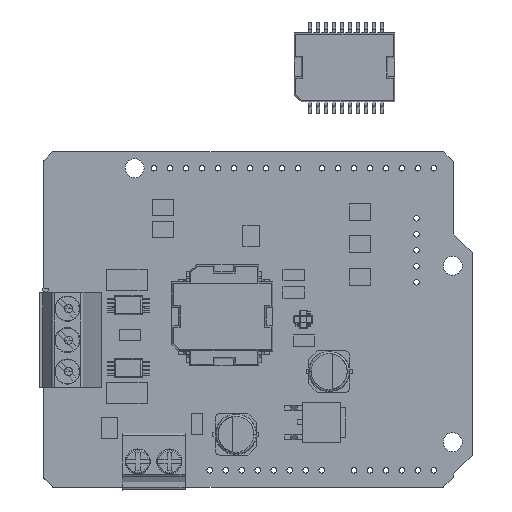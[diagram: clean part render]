
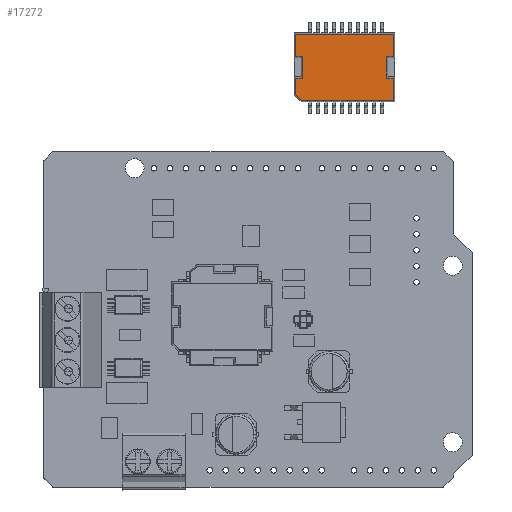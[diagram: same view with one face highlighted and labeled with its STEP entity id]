
A CAD part, top view. The second image highlights one B-rep face of the part: STEP entity #17272.
In plain terms, the highlighted face is planar.
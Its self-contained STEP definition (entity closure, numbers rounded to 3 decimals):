
#17272 = ADVANCED_FACE('',(#17273),#17379,.T.);
#17273 = FACE_BOUND('',#17274,.T.);
#17274 = EDGE_LOOP('',(#17275,#17285,#17293,#17301,#17309,#17317,#17325,
    #17333,#17341,#17349,#17357,#17365,#17373));
#17275 = ORIENTED_EDGE('',*,*,#17276,.T.);
#17276 = EDGE_CURVE('',#17277,#17279,#17281,.T.);
#17277 = VERTEX_POINT('',#17278);
#17278 = CARTESIAN_POINT('',(-6.448,3.3,6.917));
#17279 = VERTEX_POINT('',#17280);
#17280 = CARTESIAN_POINT('',(-6.448,3.3,9.489));
#17281 = LINE('',#17282,#17283);
#17282 = CARTESIAN_POINT('',(-6.448,3.3,9.585));
#17283 = VECTOR('',#17284,1.);
#17284 = DIRECTION('',(0.,0.,1.));
#17285 = ORIENTED_EDGE('',*,*,#17286,.T.);
#17286 = EDGE_CURVE('',#17279,#17287,#17289,.T.);
#17287 = VERTEX_POINT('',#17288);
#17288 = CARTESIAN_POINT('',(-5.484,3.3,10.453));
#17289 = LINE('',#17290,#17291);
#17290 = CARTESIAN_POINT('',(-5.416,3.3,10.521));
#17291 = VECTOR('',#17292,1.);
#17292 = DIRECTION('',(0.707,0.,0.707));
#17293 = ORIENTED_EDGE('',*,*,#17294,.T.);
#17294 = EDGE_CURVE('',#17287,#17295,#17297,.T.);
#17295 = VERTEX_POINT('',#17296);
#17296 = CARTESIAN_POINT('',(9.088,3.3,10.453));
#17297 = LINE('',#17298,#17299);
#17298 = CARTESIAN_POINT('',(9.32,3.3,10.453));
#17299 = VECTOR('',#17300,1.);
#17300 = DIRECTION('',(1.,0.,0.));
#17301 = ORIENTED_EDGE('',*,*,#17302,.T.);
#17302 = EDGE_CURVE('',#17295,#17303,#17305,.T.);
#17303 = VERTEX_POINT('',#17304);
#17304 = CARTESIAN_POINT('',(9.088,3.3,6.917));
#17305 = LINE('',#17306,#17307);
#17306 = CARTESIAN_POINT('',(9.088,3.3,0.));
#17307 = VECTOR('',#17308,1.);
#17308 = DIRECTION('',(0.,0.,-1.));
#17309 = ORIENTED_EDGE('',*,*,#17310,.T.);
#17310 = EDGE_CURVE('',#17303,#17311,#17313,.T.);
#17311 = VERTEX_POINT('',#17312);
#17312 = CARTESIAN_POINT('',(7.988,3.3,6.917));
#17313 = LINE('',#17314,#17315);
#17314 = CARTESIAN_POINT('',(8.22,3.3,6.917));
#17315 = VECTOR('',#17316,1.);
#17316 = DIRECTION('',(-1.,0.,0.));
#17317 = ORIENTED_EDGE('',*,*,#17318,.T.);
#17318 = EDGE_CURVE('',#17311,#17319,#17321,.T.);
#17319 = VERTEX_POINT('',#17320);
#17320 = CARTESIAN_POINT('',(7.988,3.3,3.453));
#17321 = LINE('',#17322,#17323);
#17322 = CARTESIAN_POINT('',(7.988,3.3,0.));
#17323 = VECTOR('',#17324,1.);
#17324 = DIRECTION('',(0.,0.,-1.));
#17325 = ORIENTED_EDGE('',*,*,#17326,.T.);
#17326 = EDGE_CURVE('',#17319,#17327,#17329,.T.);
#17327 = VERTEX_POINT('',#17328);
#17328 = CARTESIAN_POINT('',(9.088,3.3,3.453));
#17329 = LINE('',#17330,#17331);
#17330 = CARTESIAN_POINT('',(0.,3.3,3.453));
#17331 = VECTOR('',#17332,1.);
#17332 = DIRECTION('',(1.,0.,0.));
#17333 = ORIENTED_EDGE('',*,*,#17334,.T.);
#17334 = EDGE_CURVE('',#17327,#17335,#17337,.T.);
#17335 = VERTEX_POINT('',#17336);
#17336 = CARTESIAN_POINT('',(9.088,3.3,-0.083));
#17337 = LINE('',#17338,#17339);
#17338 = CARTESIAN_POINT('',(9.088,3.3,0.));
#17339 = VECTOR('',#17340,1.);
#17340 = DIRECTION('',(0.,0.,-1.));
#17341 = ORIENTED_EDGE('',*,*,#17342,.T.);
#17342 = EDGE_CURVE('',#17335,#17343,#17345,.T.);
#17343 = VERTEX_POINT('',#17344);
#17344 = CARTESIAN_POINT('',(-6.448,3.3,-0.083));
#17345 = LINE('',#17346,#17347);
#17346 = CARTESIAN_POINT('',(0.,3.3,
    -0.083));
#17347 = VECTOR('',#17348,1.);
#17348 = DIRECTION('',(-1.,0.,0.));
#17349 = ORIENTED_EDGE('',*,*,#17350,.T.);
#17350 = EDGE_CURVE('',#17343,#17351,#17353,.T.);
#17351 = VERTEX_POINT('',#17352);
#17352 = CARTESIAN_POINT('',(-6.448,3.3,3.453));
#17353 = LINE('',#17354,#17355);
#17354 = CARTESIAN_POINT('',(-6.448,3.3,3.685));
#17355 = VECTOR('',#17356,1.);
#17356 = DIRECTION('',(0.,0.,1.));
#17357 = ORIENTED_EDGE('',*,*,#17358,.T.);
#17358 = EDGE_CURVE('',#17351,#17359,#17361,.T.);
#17359 = VERTEX_POINT('',#17360);
#17360 = CARTESIAN_POINT('',(-5.348,3.3,3.453));
#17361 = LINE('',#17362,#17363);
#17362 = CARTESIAN_POINT('',(-5.58,3.3,3.453));
#17363 = VECTOR('',#17364,1.);
#17364 = DIRECTION('',(1.,0.,0.));
#17365 = ORIENTED_EDGE('',*,*,#17366,.T.);
#17366 = EDGE_CURVE('',#17359,#17367,#17369,.T.);
#17367 = VERTEX_POINT('',#17368);
#17368 = CARTESIAN_POINT('',(-5.348,3.3,6.917));
#17369 = LINE('',#17370,#17371);
#17370 = CARTESIAN_POINT('',(-5.348,3.3,6.685));
#17371 = VECTOR('',#17372,1.);
#17372 = DIRECTION('',(0.,0.,1.));
#17373 = ORIENTED_EDGE('',*,*,#17374,.T.);
#17374 = EDGE_CURVE('',#17367,#17277,#17375,.T.);
#17375 = LINE('',#17376,#17377);
#17376 = CARTESIAN_POINT('',(0.,3.3,6.917));
#17377 = VECTOR('',#17378,1.);
#17378 = DIRECTION('',(-1.,0.,0.));
#17379 = PLANE('',#17380);
#17380 = AXIS2_PLACEMENT_3D('',#17381,#17382,#17383);
#17381 = CARTESIAN_POINT('',(0.,3.3,0.));
#17382 = DIRECTION('',(0.,1.,0.));
#17383 = DIRECTION('',(0.,0.,1.));
